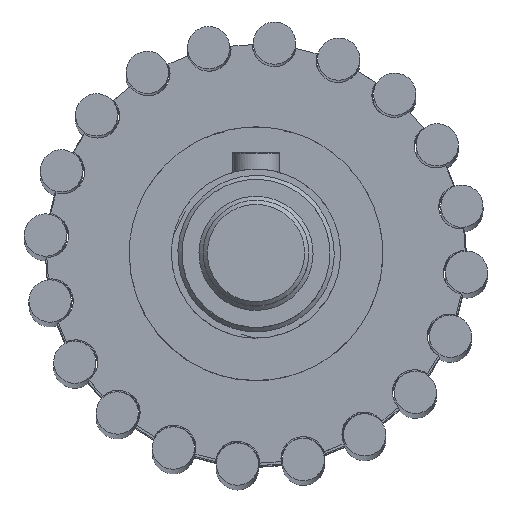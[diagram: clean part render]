
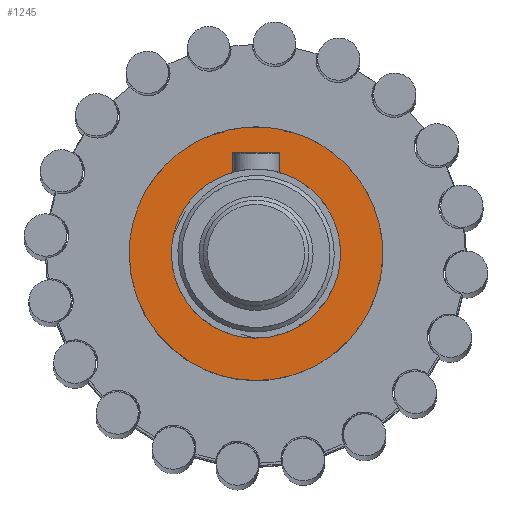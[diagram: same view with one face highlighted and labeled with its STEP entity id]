
A CAD part, top view. The second image highlights one B-rep face of the part: STEP entity #1245.
In plain terms, the highlighted free-form (B-spline) face has degree [1, 1] with [2, 2] control points.
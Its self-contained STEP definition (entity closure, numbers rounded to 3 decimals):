
#1088 = EDGE_CURVE('',#1089,#1091,#1093,.T.);
#1089 = VERTEX_POINT('',#1090);
#1090 = CARTESIAN_POINT('',(-232.82,328.786,
    678.351));
#1091 = VERTEX_POINT('',#1092);
#1092 = CARTESIAN_POINT('',(-202.2,328.786,
    678.351));
#1093 = B_SPLINE_CURVE_WITH_KNOTS('',1,(#1094,#1095),.UNSPECIFIED.,.F.,
  .F.,(2,2),(-36.5,-14.5),.PIECEWISE_BEZIER_KNOTS.);
#1094 = CARTESIAN_POINT('',(-232.82,328.786,
    678.351));
#1095 = CARTESIAN_POINT('',(-202.2,328.786,
    678.351));
#1127 = EDGE_CURVE('',#1091,#1128,#1130,.T.);
#1128 = VERTEX_POINT('',#1129);
#1129 = CARTESIAN_POINT('',(-202.2,315.644,
    678.351));
#1130 = B_SPLINE_CURVE_WITH_KNOTS('',1,(#1131,#1132),.UNSPECIFIED.,.F.,
  .F.,(2,2),(-28.671,-19.229),.PIECEWISE_BEZIER_KNOTS.);
#1131 = CARTESIAN_POINT('',(-202.2,328.786,
    678.351));
#1132 = CARTESIAN_POINT('',(-202.2,315.644,
    678.351));
#1155 = EDGE_CURVE('',#1156,#1089,#1158,.T.);
#1156 = VERTEX_POINT('',#1157);
#1157 = CARTESIAN_POINT('',(-232.82,315.644,
    678.351));
#1158 = B_SPLINE_CURVE_WITH_KNOTS('',1,(#1159,#1160),.UNSPECIFIED.,.F.,
  .F.,(2,2),(14.508,23.95),.PIECEWISE_BEZIER_KNOTS.);
#1159 = CARTESIAN_POINT('',(-232.82,315.644,
    678.351));
#1160 = CARTESIAN_POINT('',(-232.82,328.786,
    678.351));
#1218 = EDGE_CURVE('',#1156,#1128,#1219,.T.);
#1219 = ( BOUNDED_CURVE() B_SPLINE_CURVE(2,(#1220,#1221,#1222,#1223,
#1224,#1225,#1226),.UNSPECIFIED.,.F.,.F.) B_SPLINE_CURVE_WITH_KNOTS((3,2
    ,2,3),(4.991,6.9,8.808,10.717)
,.PIECEWISE_BEZIER_KNOTS.) CURVE() GEOMETRIC_REPRESENTATION_ITEM() 
RATIONAL_B_SPLINE_CURVE((1.,0.578,1.,0.578,1.,
0.578,1.)) REPRESENTATION_ITEM('') );
#1220 = CARTESIAN_POINT('',(-232.82,315.644,
    678.351));
#1221 = CARTESIAN_POINT('',(-308.36,294.038,
    678.351));
#1222 = CARTESIAN_POINT('',(-262.935,229.931,
    678.351));
#1223 = CARTESIAN_POINT('',(-217.51,165.825,
    678.351));
#1224 = CARTESIAN_POINT('',(-172.086,229.931,
    678.351));
#1225 = CARTESIAN_POINT('',(-126.661,294.038,
    678.351));
#1226 = CARTESIAN_POINT('',(-202.2,315.644,
    678.351));
#1245 = ADVANCED_FACE('',(#1246,#1260),#1266,.T.);
#1246 = FACE_BOUND('',#1247,.T.);
#1247 = EDGE_LOOP('',(#1248));
#1248 = ORIENTED_EDGE('',*,*,#1249,.T.);
#1249 = EDGE_CURVE('',#1250,#1250,#1252,.T.);
#1250 = VERTEX_POINT('',#1251);
#1251 = CARTESIAN_POINT('',(-301.019,262.118,
    678.351));
#1252 = ( BOUNDED_CURVE() B_SPLINE_CURVE(2,(#1253,#1254,#1255,#1256,
#1257,#1258,#1259),.UNSPECIFIED.,.T.,.F.) B_SPLINE_CURVE_WITH_KNOTS((1,2
    ,2,2,2,1),(-2.094,0.,2.094,4.189,
6.283,8.378),.UNSPECIFIED.) CURVE() 
GEOMETRIC_REPRESENTATION_ITEM() RATIONAL_B_SPLINE_CURVE((1.,0.5,1.,0.5,
1.,0.5,1.)) REPRESENTATION_ITEM('') );
#1253 = CARTESIAN_POINT('',(-301.019,262.118,
    678.351));
#1254 = CARTESIAN_POINT('',(-301.019,117.477,
    678.351));
#1255 = CARTESIAN_POINT('',(-175.756,189.798,
    678.351));
#1256 = CARTESIAN_POINT('',(-50.493,262.118,
    678.351));
#1257 = CARTESIAN_POINT('',(-175.756,334.439,
    678.351));
#1258 = CARTESIAN_POINT('',(-301.019,406.759,
    678.351));
#1259 = CARTESIAN_POINT('',(-301.019,262.118,
    678.351));
#1260 = FACE_BOUND('',#1261,.T.);
#1261 = EDGE_LOOP('',(#1262,#1263,#1264,#1265));
#1262 = ORIENTED_EDGE('',*,*,#1127,.T.);
#1263 = ORIENTED_EDGE('',*,*,#1218,.F.);
#1264 = ORIENTED_EDGE('',*,*,#1155,.T.);
#1265 = ORIENTED_EDGE('',*,*,#1088,.T.);
#1266 = B_SPLINE_SURFACE_WITH_KNOTS('',1,1,(
    (#1267,#1268)
    ,(#1269,#1270
    )),.UNSPECIFIED.,.F.,.F.,.F.,(2,2),(2,2),(-60.,60.),(-20.,100.),
  .PIECEWISE_BEZIER_KNOTS.);
#1267 = CARTESIAN_POINT('',(-134.002,178.61,
    678.351));
#1268 = CARTESIAN_POINT('',(-301.019,178.61,
    678.351));
#1269 = CARTESIAN_POINT('',(-134.002,345.627,
    678.351));
#1270 = CARTESIAN_POINT('',(-301.019,345.627,
    678.351));
